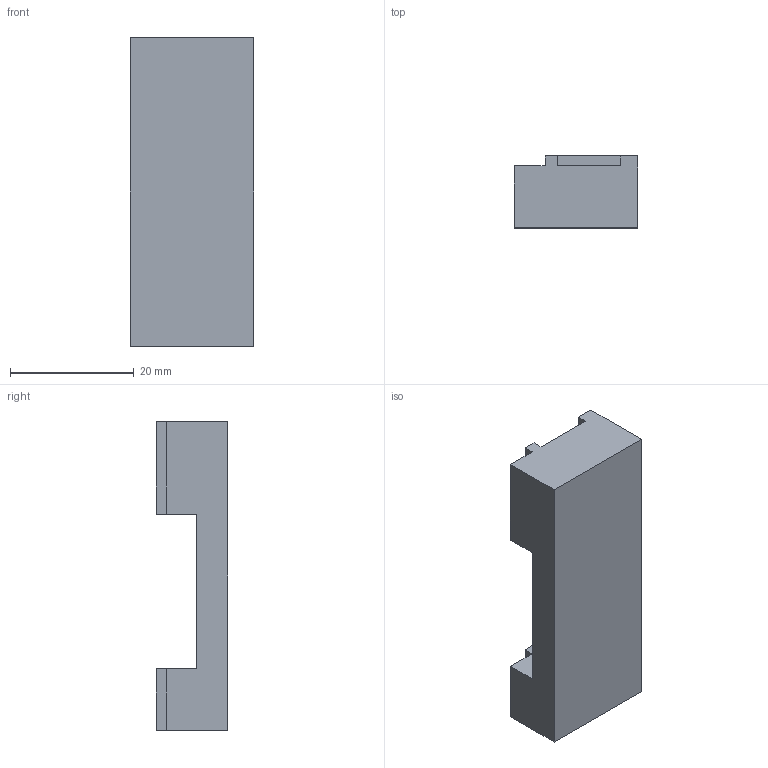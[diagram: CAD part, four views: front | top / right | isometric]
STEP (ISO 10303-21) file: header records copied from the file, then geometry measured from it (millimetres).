
FILE_DESCRIPTION(/* description */ (''),/* implementation_level */ '2;1');
FILE_NAME(/* name */ 'RGB_board_solder_helper_tool.step',/* time_stamp */ '2020-11-28T23:58:56+01:00',/* author */ (''),/* organization */ (''),/* preprocessor_version */ 'ST-DEVELOPER v18.1',/* originating_system */ 'Autodesk Translation Framework v9.3.0.1241',/* authorisation */ '');
FILE_SCHEMA (('AUTOMOTIVE_DESIGN { 1 0 10303 214 3 1 1 }'));
Length unit declared in the file: millimetre
Products named in the file (1): RGB_board_solder_helper_tool
Bounding box: 20 x 11.6 x 50 mm (x, y, z)
Volume: 6930.6 mm3; surface area: 3956 mm2
Topology: 1 solids, 1 shells, 40 faces, 114 edges, 76 vertices
Faces by surface type: plane 40
Entity records: 1311 total; most frequent: CARTESIAN_POINT 231, ORIENTED_EDGE 228, DIRECTION 196, LINE 114, VECTOR 114, EDGE_CURVE 114, VERTEX_POINT 76, AXIS2_PLACEMENT_3D 41
